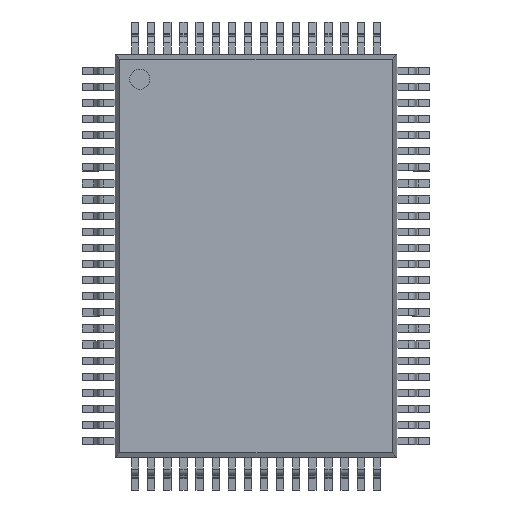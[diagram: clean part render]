
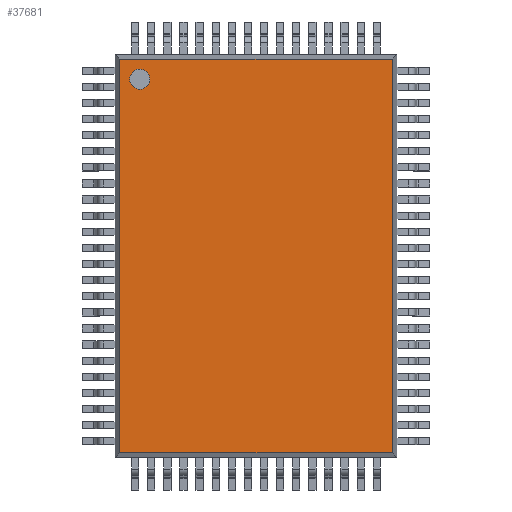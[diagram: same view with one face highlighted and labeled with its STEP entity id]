
A CAD part, top view. The second image highlights one B-rep face of the part: STEP entity #37681.
In plain terms, the highlighted planar face has unit normal (0, 0, 1).
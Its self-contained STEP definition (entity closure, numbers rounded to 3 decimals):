
#37279=CARTESIAN_POINT('',(-5.27,8.77,3.0));
#37280=VERTEX_POINT('',#37279);
#37289=CARTESIAN_POINT('',(-6.27,8.77,3.0));
#37290=VERTEX_POINT('',#37289);
#37291=CARTESIAN_POINT('',(-5.77,8.77,3.0));
#37292=DIRECTION('',(0.0,0.0,-1.0));
#37293=DIRECTION('',(1.0,0.0,0.0));
#37294=AXIS2_PLACEMENT_3D('',#37291,#37292,#37293);
#37295=CIRCLE('',#37294,0.5);
#37296=EDGE_CURVE('',#37290,#37280,#37295,.T.);
#37330=CARTESIAN_POINT('',(-5.77,8.77,3.0));
#37331=DIRECTION('',(0.0,0.0,-1.0));
#37332=DIRECTION('',(1.0,0.0,0.0));
#37333=AXIS2_PLACEMENT_3D('',#37330,#37331,#37332);
#37334=CIRCLE('',#37333,0.5);
#37335=EDGE_CURVE('',#37280,#37290,#37334,.T.);
#37554=CARTESIAN_POINT('',(6.77,-9.77,3.0));
#37555=VERTEX_POINT('',#37554);
#37562=CARTESIAN_POINT('',(-6.77,-9.77,3.0));
#37563=VERTEX_POINT('',#37562);
#37564=CARTESIAN_POINT('',(6.77,-9.77,3.0));
#37565=DIRECTION('',(-1.0,0.0,0.0));
#37566=VECTOR('',#37565,13.54);
#37567=LINE('',#37564,#37566);
#37568=EDGE_CURVE('',#37555,#37563,#37567,.T.);
#37585=CARTESIAN_POINT('',(-6.77,9.77,3.0));
#37586=VERTEX_POINT('',#37585);
#37593=CARTESIAN_POINT('',(6.77,9.77,3.0));
#37594=VERTEX_POINT('',#37593);
#37595=CARTESIAN_POINT('',(-6.77,9.77,3.0));
#37596=DIRECTION('',(1.0,0.0,0.0));
#37597=VECTOR('',#37596,13.54);
#37598=LINE('',#37595,#37597);
#37599=EDGE_CURVE('',#37586,#37594,#37598,.T.);
#37622=CARTESIAN_POINT('',(-6.77,-9.77,3.0));
#37623=DIRECTION('',(0.0,1.0,0.0));
#37624=VECTOR('',#37623,19.54);
#37625=LINE('',#37622,#37624);
#37626=EDGE_CURVE('',#37563,#37586,#37625,.T.);
#37639=CARTESIAN_POINT('',(6.77,9.77,3.0));
#37640=DIRECTION('',(0.0,-1.0,0.0));
#37641=VECTOR('',#37640,19.54);
#37642=LINE('',#37639,#37641);
#37643=EDGE_CURVE('',#37594,#37555,#37642,.T.);
#37666=CARTESIAN_POINT('',(0.0,0.,3.0));
#37667=DIRECTION('',(0.0,0.0,1.0));
#37668=DIRECTION('',(0.0,-1.0,0.0));
#37669=AXIS2_PLACEMENT_3D('',#37666,#37667,#37668);
#37670=PLANE('',#37669);
#37671=ORIENTED_EDGE('',*,*,#37599,.F.);
#37672=ORIENTED_EDGE('',*,*,#37626,.F.);
#37673=ORIENTED_EDGE('',*,*,#37568,.F.);
#37674=ORIENTED_EDGE('',*,*,#37643,.F.);
#37675=EDGE_LOOP('',(#37671,#37672,#37673,#37674));
#37676=FACE_OUTER_BOUND('',#37675,.T.);
#37677=ORIENTED_EDGE('',*,*,#37335,.T.);
#37678=ORIENTED_EDGE('',*,*,#37296,.T.);
#37679=EDGE_LOOP('',(#37677,#37678));
#37680=FACE_BOUND('',#37679,.T.);
#37681=ADVANCED_FACE('',(#37676,#37680),#37670,.T.);
